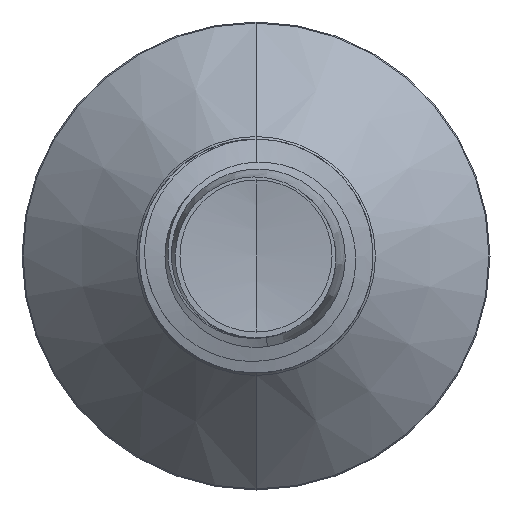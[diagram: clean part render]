
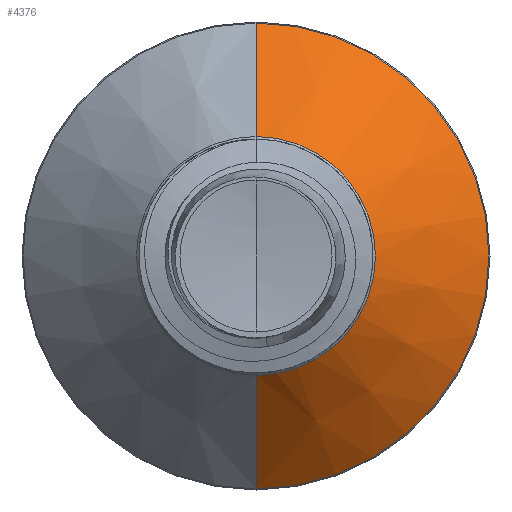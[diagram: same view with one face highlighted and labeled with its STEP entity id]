
A CAD part, front view. The second image highlights one B-rep face of the part: STEP entity #4376.
In plain terms, the highlighted conical face has half-angle 45 degrees and reference radius 2.042 mm.
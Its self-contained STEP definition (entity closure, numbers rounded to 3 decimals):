
#844 = EDGE_CURVE ( 'NONE', #5255, #18689, #2514, .T. ) ;
#980 = CIRCLE ( 'NONE', #20218, 3.982 ) ;
#1298 = CARTESIAN_POINT ( 'NONE',  ( 0., 8.342, -2.042 ) ) ;
#1485 = DIRECTION ( 'NONE',  ( 0., 0.707, -0.707 ) ) ;
#1500 = VECTOR ( 'NONE', #1485, 1000. ) ;
#1502 = EDGE_CURVE ( 'NONE', #18689, #16594, #1669, .T. ) ;
#1669 = LINE ( 'NONE', #1298, #1500 ) ;
#1950 = DIRECTION ( 'NONE',  ( 0., 0., 1. ) ) ;
#2159 = EDGE_CURVE ( 'NONE', #12959, #16594, #980, .T. ) ;
#2514 = CIRCLE ( 'NONE', #4344, 2.042 ) ;
#4344 = AXIS2_PLACEMENT_3D ( 'NONE', #9656, #9400, #9419 ) ;
#4376 = ADVANCED_FACE ( 'NONE', ( #13422 ), #12331, .T. ) ;
#5255 = VERTEX_POINT ( 'NONE', #11218 ) ;
#5772 = CARTESIAN_POINT ( 'NONE',  ( 0., 10.282, 3.982 ) ) ;
#5925 = DIRECTION ( 'NONE',  ( 0., 0., 1. ) ) ;
#6521 = CARTESIAN_POINT ( 'NONE',  ( 0., 8.342, 0. ) ) ;
#9183 = CARTESIAN_POINT ( 'NONE',  ( 0., 8.342, -2.042 ) ) ;
#9400 = DIRECTION ( 'NONE',  ( 0., 1., 0. ) ) ;
#9419 = DIRECTION ( 'NONE',  ( 0., 0., 1. ) ) ;
#9656 = CARTESIAN_POINT ( 'NONE',  ( 0., 8.342, 0. ) ) ;
#11218 = CARTESIAN_POINT ( 'NONE',  ( 0., 8.342, 2.042 ) ) ;
#11511 = LINE ( 'NONE', #11717, #18848 ) ;
#11717 = CARTESIAN_POINT ( 'NONE',  ( 0., 8.342, 2.042 ) ) ;
#12331 = CONICAL_SURFACE ( 'NONE', #17381, 2.042, 0.785 ) ;
#12931 = DIRECTION ( 'NONE',  ( 0., 1., 0. ) ) ;
#12959 = VERTEX_POINT ( 'NONE', #5772 ) ;
#13422 = FACE_OUTER_BOUND ( 'NONE', #15157, .T. ) ;
#13494 = EDGE_CURVE ( 'NONE', #5255, #12959, #11511, .T. ) ;
#15157 = EDGE_LOOP ( 'NONE', ( #18438, #18726, #16498, #16644 ) ) ;
#15525 = DIRECTION ( 'NONE',  ( 0., 1., 0. ) ) ;
#15529 = CARTESIAN_POINT ( 'NONE',  ( 0., 10.282, 0. ) ) ;
#15897 = CARTESIAN_POINT ( 'NONE',  ( 0., 10.282, -3.982 ) ) ;
#16498 = ORIENTED_EDGE ( 'NONE', *, *, #2159, .F. ) ;
#16594 = VERTEX_POINT ( 'NONE', #15897 ) ;
#16644 = ORIENTED_EDGE ( 'NONE', *, *, #13494, .F. ) ;
#17172 = DIRECTION ( 'NONE',  ( 0., 0.707, 0.707 ) ) ;
#17381 = AXIS2_PLACEMENT_3D ( 'NONE', #6521, #12931, #5925 ) ;
#18438 = ORIENTED_EDGE ( 'NONE', *, *, #844, .T. ) ;
#18689 = VERTEX_POINT ( 'NONE', #9183 ) ;
#18726 = ORIENTED_EDGE ( 'NONE', *, *, #1502, .T. ) ;
#18848 = VECTOR ( 'NONE', #17172, 1000. ) ;
#20218 = AXIS2_PLACEMENT_3D ( 'NONE', #15529, #15525, #1950 ) ;
